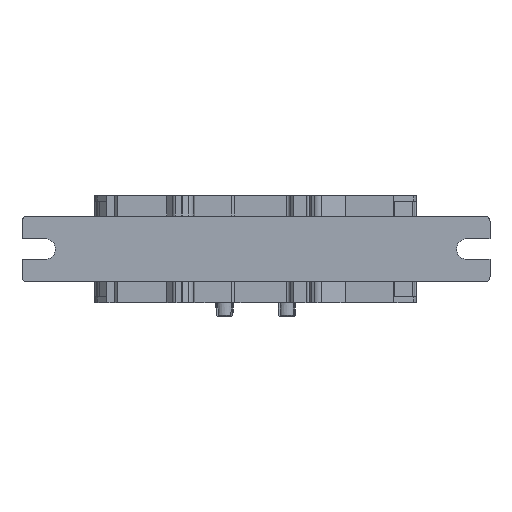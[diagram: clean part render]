
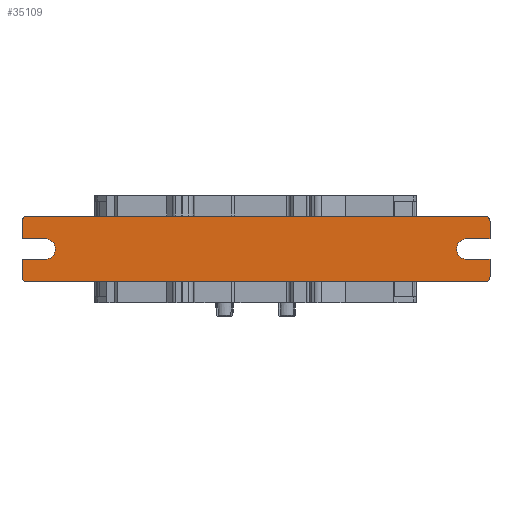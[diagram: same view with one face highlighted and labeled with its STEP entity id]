
A CAD part, front view. The second image highlights one B-rep face of the part: STEP entity #35109.
In plain terms, the highlighted planar face has unit normal (0, -1, 0).
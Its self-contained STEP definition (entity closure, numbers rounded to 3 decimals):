
#456 = CARTESIAN_POINT ( 'NONE',  ( -54.809, -12.22, -12.635 ) ) ;
#980 = LINE ( 'NONE', #34136, #29623 ) ;
#1111 = LINE ( 'NONE', #11326, #8020 ) ;
#1814 = CARTESIAN_POINT ( 'NONE',  ( -54.809, -12.22, -11.135 ) ) ;
#2191 = DIRECTION ( 'NONE',  ( 0., -1., 0. ) ) ;
#2423 = VECTOR ( 'NONE', #30704, 1000. ) ;
#2487 = FACE_OUTER_BOUND ( 'NONE', #5542, .T. ) ;
#3907 = EDGE_CURVE ( 'NONE', #22278, #20034, #1111, .T. ) ;
#4139 = CARTESIAN_POINT ( 'NONE',  ( 79.091, -12.22, 4.865 ) ) ;
#4181 = VERTEX_POINT ( 'NONE', #29040 ) ;
#4512 = DIRECTION ( 'NONE',  ( 0., -1., 0. ) ) ;
#4601 = CARTESIAN_POINT ( 'NONE',  ( 77.591, -12.22, 6.365 ) ) ;
#4635 = DIRECTION ( 'NONE',  ( 1., 0., 0. ) ) ;
#5057 = ORIENTED_EDGE ( 'NONE', *, *, #29261, .T. ) ;
#5207 = VERTEX_POINT ( 'NONE', #15069 ) ;
#5356 = CARTESIAN_POINT ( 'NONE',  ( 79.091, -12.22, -11.135 ) ) ;
#5428 = LINE ( 'NONE', #12790, #19311 ) ;
#5429 = CARTESIAN_POINT ( 'NONE',  ( 72.391, -12.22, -6.135 ) ) ;
#5431 = ORIENTED_EDGE ( 'NONE', *, *, #28840, .T. ) ;
#5542 = EDGE_LOOP ( 'NONE', ( #8660, #11079, #29554, #6039, #11980, #5057, #34197, #19030, #20334, #6443, #14620, #6173, #10111, #5566, #30568, #11872, #5431 ) ) ;
#5566 = ORIENTED_EDGE ( 'NONE', *, *, #9490, .T. ) ;
#6039 = ORIENTED_EDGE ( 'NONE', *, *, #35606, .T. ) ;
#6173 = ORIENTED_EDGE ( 'NONE', *, *, #25427, .T. ) ;
#6443 = ORIENTED_EDGE ( 'NONE', *, *, #35087, .T. ) ;
#6733 = AXIS2_PLACEMENT_3D ( 'NONE', #1814, #21235, #4635 ) ;
#7700 = AXIS2_PLACEMENT_3D ( 'NONE', #15709, #34910, #18486 ) ;
#8020 = VECTOR ( 'NONE', #10981, 1000. ) ;
#8164 = DIRECTION ( 'NONE',  ( 0., 1., 0. ) ) ;
#8247 = AXIS2_PLACEMENT_3D ( 'NONE', #8532, #27925, #11319 ) ;
#8258 = CIRCLE ( 'NONE', #7700, 1.5 ) ;
#8532 = CARTESIAN_POINT ( 'NONE',  ( -49.609, -12.22, -3.135 ) ) ;
#8660 = ORIENTED_EDGE ( 'NONE', *, *, #27934, .T. ) ;
#9490 = EDGE_CURVE ( 'NONE', #15604, #35268, #980, .T. ) ;
#9933 = DIRECTION ( 'NONE',  ( -1., 0., 0. ) ) ;
#10111 = ORIENTED_EDGE ( 'NONE', *, *, #29048, .T. ) ;
#10766 = VERTEX_POINT ( 'NONE', #14648 ) ;
#10981 = DIRECTION ( 'NONE',  ( -1., 0., 0. ) ) ;
#11079 = ORIENTED_EDGE ( 'NONE', *, *, #23500, .T. ) ;
#11164 = VERTEX_POINT ( 'NONE', #20864 ) ;
#11228 = EDGE_CURVE ( 'NONE', #10766, #32877, #20891, .T. ) ;
#11319 = DIRECTION ( 'NONE',  ( 1., 0., 0. ) ) ;
#11326 = CARTESIAN_POINT ( 'NONE',  ( 79.091, -12.22, -6.135 ) ) ;
#11343 = CARTESIAN_POINT ( 'NONE',  ( -56.309, -12.22, -6.135 ) ) ;
#11872 = ORIENTED_EDGE ( 'NONE', *, *, #11228, .T. ) ;
#11953 = CARTESIAN_POINT ( 'NONE',  ( -56.309, -12.22, -6.135 ) ) ;
#11980 = ORIENTED_EDGE ( 'NONE', *, *, #3907, .T. ) ;
#11982 = CARTESIAN_POINT ( 'NONE',  ( 79.091, -12.22, -11.135 ) ) ;
#12769 = PLANE ( 'NONE',  #6733 ) ;
#12790 = CARTESIAN_POINT ( 'NONE',  ( -56.309, -12.22, 4.865 ) ) ;
#12847 = LINE ( 'NONE', #11343, #2423 ) ;
#12972 = VERTEX_POINT ( 'NONE', #32241 ) ;
#12980 = CARTESIAN_POINT ( 'NONE',  ( -54.809, -12.22, 4.865 ) ) ;
#13012 = VECTOR ( 'NONE', #9933, 1000. ) ;
#13310 = VECTOR ( 'NONE', #34044, 1000. ) ;
#13542 = VECTOR ( 'NONE', #24204, 1000. ) ;
#14183 = AXIS2_PLACEMENT_3D ( 'NONE', #18829, #2191, #21599 ) ;
#14620 = ORIENTED_EDGE ( 'NONE', *, *, #33858, .T. ) ;
#14648 = CARTESIAN_POINT ( 'NONE',  ( -49.609, -12.22, -6.135 ) ) ;
#15060 = LINE ( 'NONE', #16398, #29766 ) ;
#15069 = CARTESIAN_POINT ( 'NONE',  ( 72.391, -12.22, -0.135 ) ) ;
#15080 = LINE ( 'NONE', #456, #21579 ) ;
#15597 = DIRECTION ( 'NONE',  ( 0., 0., -1. ) ) ;
#15604 = VERTEX_POINT ( 'NONE', #16181 ) ;
#15709 = CARTESIAN_POINT ( 'NONE',  ( -54.809, -12.22, -11.135 ) ) ;
#15781 = DIRECTION ( 'NONE',  ( 1., 0., 0. ) ) ;
#15797 = VERTEX_POINT ( 'NONE', #25284 ) ;
#16181 = CARTESIAN_POINT ( 'NONE',  ( -56.309, -12.22, -0.135 ) ) ;
#16272 = CIRCLE ( 'NONE', #29338, 3. ) ;
#16398 = CARTESIAN_POINT ( 'NONE',  ( 79.091, -12.22, -0.135 ) ) ;
#16530 = DIRECTION ( 'NONE',  ( 0., 1., 0. ) ) ;
#17149 = DIRECTION ( 'NONE',  ( 1., 0., 0. ) ) ;
#17938 = VECTOR ( 'NONE', #21056, 1000. ) ;
#18133 = EDGE_CURVE ( 'NONE', #5207, #22393, #26224, .T. ) ;
#18486 = DIRECTION ( 'NONE',  ( 1., 0., 0. ) ) ;
#18829 = CARTESIAN_POINT ( 'NONE',  ( 77.591, -12.22, -11.135 ) ) ;
#19008 = CIRCLE ( 'NONE', #27873, 1.5 ) ;
#19030 = ORIENTED_EDGE ( 'NONE', *, *, #18133, .T. ) ;
#19311 = VECTOR ( 'NONE', #15597, 1000. ) ;
#19508 = LINE ( 'NONE', #23630, #13012 ) ;
#19842 = CARTESIAN_POINT ( 'NONE',  ( 79.091, -12.22, -6.135 ) ) ;
#20034 = VERTEX_POINT ( 'NONE', #5429 ) ;
#20334 = ORIENTED_EDGE ( 'NONE', *, *, #35302, .T. ) ;
#20864 = CARTESIAN_POINT ( 'NONE',  ( -56.309, -12.22, 4.865 ) ) ;
#20891 = LINE ( 'NONE', #32299, #13542 ) ;
#21056 = DIRECTION ( 'NONE',  ( 1., 0., 0. ) ) ;
#21108 = CARTESIAN_POINT ( 'NONE',  ( 77.591, -12.22, 4.865 ) ) ;
#21235 = DIRECTION ( 'NONE',  ( 0., -1., 0. ) ) ;
#21579 = VECTOR ( 'NONE', #17149, 1000. ) ;
#21599 = DIRECTION ( 'NONE',  ( 1., 0., 0. ) ) ;
#22278 = VERTEX_POINT ( 'NONE', #19842 ) ;
#22393 = VERTEX_POINT ( 'NONE', #26054 ) ;
#22764 = CIRCLE ( 'NONE', #27544, 3. ) ;
#23256 = DIRECTION ( 'NONE',  ( 1., 0., 0. ) ) ;
#23383 = CIRCLE ( 'NONE', #32317, 1.5 ) ;
#23500 = EDGE_CURVE ( 'NONE', #4181, #27281, #15080, .T. ) ;
#23630 = CARTESIAN_POINT ( 'NONE',  ( 77.591, -12.22, 6.365 ) ) ;
#23952 = DIRECTION ( 'NONE',  ( 1., 0., 0. ) ) ;
#24204 = DIRECTION ( 'NONE',  ( -1., 0., 0. ) ) ;
#24618 = VERTEX_POINT ( 'NONE', #4139 ) ;
#24831 = CARTESIAN_POINT ( 'NONE',  ( 72.391, -12.22, -3.135 ) ) ;
#24901 = VERTEX_POINT ( 'NONE', #5356 ) ;
#25062 = CARTESIAN_POINT ( 'NONE',  ( -54.809, -12.22, 6.365 ) ) ;
#25284 = CARTESIAN_POINT ( 'NONE',  ( 69.391, -12.22, -3.135 ) ) ;
#25427 = EDGE_CURVE ( 'NONE', #30602, #11164, #23383, .T. ) ;
#25464 = VERTEX_POINT ( 'NONE', #4601 ) ;
#25827 = CIRCLE ( 'NONE', #8247, 3. ) ;
#26054 = CARTESIAN_POINT ( 'NONE',  ( 79.091, -12.22, -0.135 ) ) ;
#26224 = LINE ( 'NONE', #29257, #17938 ) ;
#26822 = CIRCLE ( 'NONE', #14183, 1.5 ) ;
#27281 = VERTEX_POINT ( 'NONE', #32795 ) ;
#27435 = CARTESIAN_POINT ( 'NONE',  ( -49.609, -12.22, -0.135 ) ) ;
#27544 = AXIS2_PLACEMENT_3D ( 'NONE', #24831, #8164, #27580 ) ;
#27580 = DIRECTION ( 'NONE',  ( 1., 0., 0. ) ) ;
#27873 = AXIS2_PLACEMENT_3D ( 'NONE', #21108, #4512, #23952 ) ;
#27925 = DIRECTION ( 'NONE',  ( 0., 1., 0. ) ) ;
#27934 = EDGE_CURVE ( 'NONE', #12972, #4181, #8258, .T. ) ;
#28840 = EDGE_CURVE ( 'NONE', #32877, #12972, #12847, .T. ) ;
#29040 = CARTESIAN_POINT ( 'NONE',  ( -54.809, -12.22, -12.635 ) ) ;
#29048 = EDGE_CURVE ( 'NONE', #11164, #15604, #5428, .T. ) ;
#29257 = CARTESIAN_POINT ( 'NONE',  ( 72.391, -12.22, -0.135 ) ) ;
#29261 = EDGE_CURVE ( 'NONE', #20034, #15797, #22764, .T. ) ;
#29272 = EDGE_CURVE ( 'NONE', #15797, #5207, #16272, .T. ) ;
#29338 = AXIS2_PLACEMENT_3D ( 'NONE', #33024, #16530, #35719 ) ;
#29373 = EDGE_CURVE ( 'NONE', #35268, #10766, #25827, .T. ) ;
#29554 = ORIENTED_EDGE ( 'NONE', *, *, #35189, .T. ) ;
#29623 = VECTOR ( 'NONE', #23256, 1000. ) ;
#29766 = VECTOR ( 'NONE', #32870, 1000. ) ;
#30568 = ORIENTED_EDGE ( 'NONE', *, *, #29373, .T. ) ;
#30602 = VERTEX_POINT ( 'NONE', #25062 ) ;
#30704 = DIRECTION ( 'NONE',  ( 0., 0., -1. ) ) ;
#32241 = CARTESIAN_POINT ( 'NONE',  ( -56.309, -12.22, -11.135 ) ) ;
#32268 = DIRECTION ( 'NONE',  ( 0., -1., 0. ) ) ;
#32299 = CARTESIAN_POINT ( 'NONE',  ( -49.609, -12.22, -6.135 ) ) ;
#32317 = AXIS2_PLACEMENT_3D ( 'NONE', #12980, #32268, #15781 ) ;
#32795 = CARTESIAN_POINT ( 'NONE',  ( 77.591, -12.22, -12.635 ) ) ;
#32870 = DIRECTION ( 'NONE',  ( 0., 0., 1. ) ) ;
#32877 = VERTEX_POINT ( 'NONE', #11953 ) ;
#33024 = CARTESIAN_POINT ( 'NONE',  ( 72.391, -12.22, -3.135 ) ) ;
#33858 = EDGE_CURVE ( 'NONE', #25464, #30602, #19508, .T. ) ;
#34044 = DIRECTION ( 'NONE',  ( 0., 0., 1. ) ) ;
#34136 = CARTESIAN_POINT ( 'NONE',  ( -56.309, -12.22, -0.135 ) ) ;
#34197 = ORIENTED_EDGE ( 'NONE', *, *, #29272, .T. ) ;
#34910 = DIRECTION ( 'NONE',  ( 0., -1., 0. ) ) ;
#35087 = EDGE_CURVE ( 'NONE', #24618, #25464, #19008, .T. ) ;
#35109 = ADVANCED_FACE ( 'NONE', ( #2487 ), #12769, .T. ) ;
#35189 = EDGE_CURVE ( 'NONE', #27281, #24901, #26822, .T. ) ;
#35243 = LINE ( 'NONE', #11982, #13310 ) ;
#35268 = VERTEX_POINT ( 'NONE', #27435 ) ;
#35302 = EDGE_CURVE ( 'NONE', #22393, #24618, #15060, .T. ) ;
#35606 = EDGE_CURVE ( 'NONE', #24901, #22278, #35243, .T. ) ;
#35719 = DIRECTION ( 'NONE',  ( 1., 0., 0. ) ) ;
